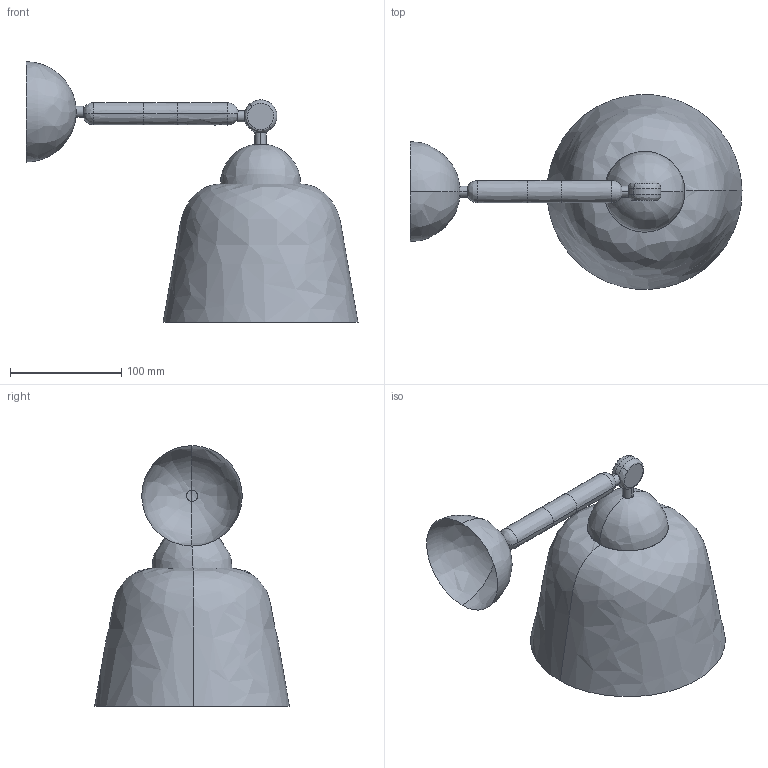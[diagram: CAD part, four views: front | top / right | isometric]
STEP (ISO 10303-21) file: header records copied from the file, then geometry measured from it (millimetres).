
FILE_DESCRIPTION(/* description */ (''),/* implementation_level */ '2;1');
FILE_NAME(/* name */ '174421~1',/* time_stamp */ '2020-10-21T11:37:32+02:00',/* author */ (''),/* organization */ (''),/* preprocessor_version */ 'ST-DEVELOPER v15',/* originating_system */ '',/* authorisation */ '');
FILE_SCHEMA (('AUTOMOTIVE_DESIGN'));
Length unit declared in the file: millimetre
Products named in the file (1): Document
Bounding box: 297.99 x 174.83 x 233.83 mm (x, y, z)
Volume: 51847.7 mm3; surface area: 98115.1 mm2
Topology: 2 solids, 9 shells, 33 faces, 96 edges, 63 vertices
Faces by surface type: bspline 31, plane 2
Entity records: 1735 total; most frequent: CARTESIAN_POINT 1202, ORIENTED_EDGE 135, EDGE_CURVE 88, VERTEX_POINT 63, ADVANCED_FACE 33, FACE_OUTER_BOUND 33, EDGE_LOOP 33, B_SPLINE_CURVE_WITH_KNOTS 29
